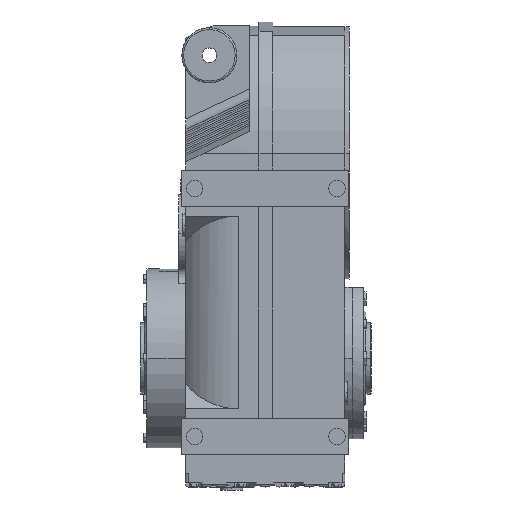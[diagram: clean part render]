
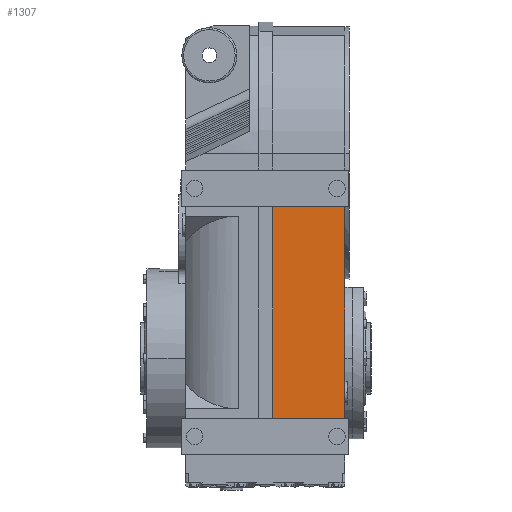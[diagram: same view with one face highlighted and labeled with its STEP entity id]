
A CAD part, front view. The second image highlights one B-rep face of the part: STEP entity #1307.
In plain terms, the highlighted planar face has unit normal (0, -1, 0).
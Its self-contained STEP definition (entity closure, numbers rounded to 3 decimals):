
#1307=ADVANCED_FACE('NONE',(#3092),#3093,.T.);
#3092=FACE_OUTER_BOUND('',#5681,.T.);
#3093=PLANE('',#5682);
#5681=EDGE_LOOP('',(#9704,#9705,#9706,#9707));
#5682=AXIS2_PLACEMENT_3D('',#9708,#9709,#9710);
#9704=ORIENTED_EDGE('',*,*,#14402,.T.);
#9705=ORIENTED_EDGE('',*,*,#14923,.T.);
#9706=ORIENTED_EDGE('',*,*,#14924,.T.);
#9707=ORIENTED_EDGE('',*,*,#14854,.F.);
#9708=CARTESIAN_POINT('',(1386.491,-310.0,-250.0));
#9709=DIRECTION('',(0.,-1.0,0.));
#9710=DIRECTION('',(0.,0.0,1.0));
#14402=EDGE_CURVE('NONE',#17392,#17465,#17467,.T.);
#14854=EDGE_CURVE('NONE',#17392,#18115,#18116,.T.);
#14923=EDGE_CURVE('NONE',#17465,#18228,#18229,.F.);
#14924=EDGE_CURVE('NONE',#18228,#18115,#18230,.F.);
#17392=VERTEX_POINT('NONE',#22254);
#17465=VERTEX_POINT('NONE',#22362);
#17467=LINE('',#22365,#22366);
#18115=VERTEX_POINT('NONE',#23312);
#18116=LINE('',#23313,#23314);
#18228=VERTEX_POINT('NONE',#23480);
#18229=LINE('',#23481,#23482);
#18230=LINE('',#23483,#23484);
#22254=CARTESIAN_POINT('',(403.0,-310.0,-130.0));
#22362=CARTESIAN_POINT('',(403.0,-310.0,330.0));
#22365=CARTESIAN_POINT('',(403.0,-310.0,-125.0));
#22366=VECTOR('',#27714,1.0);
#23312=CARTESIAN_POINT('',(246.0,-310.0,-130.0));
#23313=CARTESIAN_POINT('',(1231.161,-310.0,-130.0));
#23314=VECTOR('',#28241,1.0);
#23480=CARTESIAN_POINT('',(246.0,-310.0,330.0));
#23481=CARTESIAN_POINT('',(1231.161,-310.0,330.0));
#23482=VECTOR('',#28305,1.0);
#23483=CARTESIAN_POINT('',(246.0,-310.0,98.47));
#23484=VECTOR('',#28306,1.0);
#27714=DIRECTION('',(0.0,0.,1.0));
#28241=DIRECTION('',(-1.0,0.,0.));
#28305=DIRECTION('',(1.0,0.,0.));
#28306=DIRECTION('',(0.0,0.,1.0));
